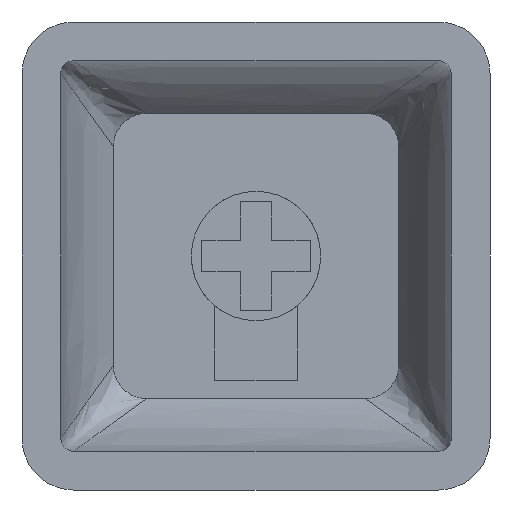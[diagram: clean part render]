
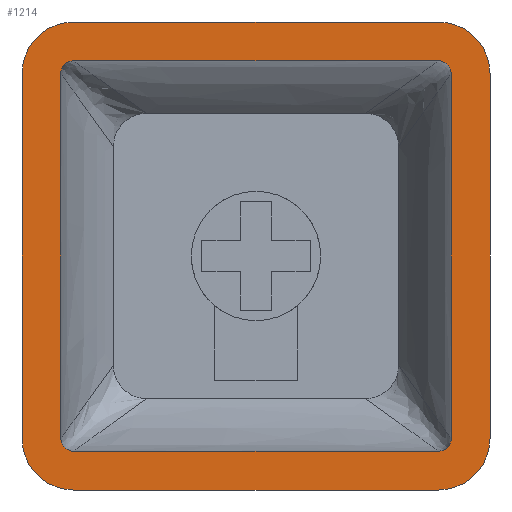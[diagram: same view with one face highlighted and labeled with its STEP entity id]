
A CAD part, front view. The second image highlights one B-rep face of the part: STEP entity #1214.
In plain terms, the highlighted planar face has unit normal (0, -1, 0).
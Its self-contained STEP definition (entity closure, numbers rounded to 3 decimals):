
#18=FACE_BOUND('',#161,.T.);
#24=CIRCLE('',#1289,2.);
#26=CIRCLE('',#1291,2.);
#28=CIRCLE('',#1293,2.);
#30=CIRCLE('',#1295,2.);
#43=B_SPLINE_CURVE_WITH_KNOTS('',3,(#1843,#1844,#1845,#1846,#1847,#1848,
#1849,#1850,#1851,#1852),.UNSPECIFIED.,.F.,.F.,(4,1,1,1,1,1,1,4),(0.,
0.143,0.286,0.429,0.571,
0.714,0.857,1.),.UNSPECIFIED.);
#44=B_SPLINE_CURVE_WITH_KNOTS('',3,(#1854,#1855,#1856,#1857,#1858,#1859,
#1860),.UNSPECIFIED.,.F.,.F.,(4,1,1,1,4),(0.,0.286,0.571,
0.857,1.),.UNSPECIFIED.);
#45=B_SPLINE_CURVE_WITH_KNOTS('',3,(#1862,#1863,#1864,#1865,#1866,#1867,
#1868,#1869,#1870),.UNSPECIFIED.,.F.,.F.,(4,1,1,1,1,1,4),(0.,
0.214,0.429,0.571,0.714,
0.857,1.),.UNSPECIFIED.);
#46=B_SPLINE_CURVE_WITH_KNOTS('',3,(#1872,#1873,#1874,#1875,#1876,#1877,
#1878),.UNSPECIFIED.,.F.,.F.,(4,1,1,1,4),(0.,0.286,0.571,
0.857,1.),.UNSPECIFIED.);
#47=B_SPLINE_CURVE_WITH_KNOTS('',3,(#1880,#1881,#1882,#1883,#1884,#1885,
#1886,#1887,#1888,#1889),.UNSPECIFIED.,.F.,.F.,(4,1,1,1,1,1,1,4),(0.,
0.143,0.286,0.429,0.571,
0.714,0.857,1.),.UNSPECIFIED.);
#48=B_SPLINE_CURVE_WITH_KNOTS('',3,(#1891,#1892,#1893,#1894,#1895,#1896,
#1897),.UNSPECIFIED.,.F.,.F.,(4,1,1,1,4),(0.,0.286,0.571,
0.857,1.),.UNSPECIFIED.);
#49=B_SPLINE_CURVE_WITH_KNOTS('',3,(#1899,#1900,#1901,#1902,#1903,#1904,
#1905,#1906,#1907),.UNSPECIFIED.,.F.,.F.,(4,1,1,1,1,1,4),(0.,
0.214,0.429,0.571,0.714,
0.857,1.),.UNSPECIFIED.);
#50=B_SPLINE_CURVE_WITH_KNOTS('',3,(#1908,#1909,#1910,#1911,#1912,#1913,
#1914),.UNSPECIFIED.,.F.,.F.,(4,1,1,1,4),(0.,0.286,0.571,
0.857,1.),.UNSPECIFIED.);
#93=FACE_OUTER_BOUND('',#160,.T.);
#160=EDGE_LOOP('',(#834,#835,#836,#837,#838,#839,#840,#841));
#161=EDGE_LOOP('',(#842,#843,#844,#845,#846,#847,#848,#849));
#231=LINE('',#1657,#367);
#233=LINE('',#1713,#369);
#235=LINE('',#1765,#371);
#237=LINE('',#1817,#373);
#367=VECTOR('',#1364,10.);
#369=VECTOR('',#1370,10.);
#371=VECTOR('',#1376,10.);
#373=VECTOR('',#1382,10.);
#504=VERTEX_POINT('',#1651);
#505=VERTEX_POINT('',#1656);
#507=VERTEX_POINT('',#1684);
#509=VERTEX_POINT('',#1708);
#511=VERTEX_POINT('',#1736);
#513=VERTEX_POINT('',#1760);
#515=VERTEX_POINT('',#1788);
#517=VERTEX_POINT('',#1812);
#518=VERTEX_POINT('',#1841);
#519=VERTEX_POINT('',#1842);
#520=VERTEX_POINT('',#1853);
#521=VERTEX_POINT('',#1861);
#522=VERTEX_POINT('',#1871);
#523=VERTEX_POINT('',#1879);
#524=VERTEX_POINT('',#1890);
#525=VERTEX_POINT('',#1898);
#624=EDGE_CURVE('',#504,#505,#231,.T.);
#628=EDGE_CURVE('',#507,#504,#24,.T.);
#631=EDGE_CURVE('',#509,#507,#233,.T.);
#634=EDGE_CURVE('',#511,#509,#26,.T.);
#637=EDGE_CURVE('',#513,#511,#235,.T.);
#640=EDGE_CURVE('',#515,#513,#28,.T.);
#643=EDGE_CURVE('',#517,#515,#237,.T.);
#645=EDGE_CURVE('',#505,#517,#30,.T.);
#646=EDGE_CURVE('',#518,#519,#43,.T.);
#647=EDGE_CURVE('',#519,#520,#44,.T.);
#648=EDGE_CURVE('',#520,#521,#45,.T.);
#649=EDGE_CURVE('',#521,#522,#46,.T.);
#650=EDGE_CURVE('',#522,#523,#47,.T.);
#651=EDGE_CURVE('',#523,#524,#48,.T.);
#652=EDGE_CURVE('',#524,#525,#49,.T.);
#653=EDGE_CURVE('',#525,#518,#50,.T.);
#834=ORIENTED_EDGE('',*,*,#645,.F.);
#835=ORIENTED_EDGE('',*,*,#624,.F.);
#836=ORIENTED_EDGE('',*,*,#628,.F.);
#837=ORIENTED_EDGE('',*,*,#631,.F.);
#838=ORIENTED_EDGE('',*,*,#634,.F.);
#839=ORIENTED_EDGE('',*,*,#637,.F.);
#840=ORIENTED_EDGE('',*,*,#640,.F.);
#841=ORIENTED_EDGE('',*,*,#643,.F.);
#842=ORIENTED_EDGE('',*,*,#646,.T.);
#843=ORIENTED_EDGE('',*,*,#647,.T.);
#844=ORIENTED_EDGE('',*,*,#648,.T.);
#845=ORIENTED_EDGE('',*,*,#649,.T.);
#846=ORIENTED_EDGE('',*,*,#650,.T.);
#847=ORIENTED_EDGE('',*,*,#651,.T.);
#848=ORIENTED_EDGE('',*,*,#652,.T.);
#849=ORIENTED_EDGE('',*,*,#653,.T.);
#1156=PLANE('',#1296);
#1214=ADVANCED_FACE('',(#93,#18),#1156,.F.);
#1289=AXIS2_PLACEMENT_3D('',#1689,#1367,#1368);
#1291=AXIS2_PLACEMENT_3D('',#1741,#1373,#1374);
#1293=AXIS2_PLACEMENT_3D('',#1793,#1379,#1380);
#1295=AXIS2_PLACEMENT_3D('',#1839,#1385,#1386);
#1296=AXIS2_PLACEMENT_3D('',#1840,#1387,#1388);
#1364=DIRECTION('',(1.,0.,0.));
#1367=DIRECTION('center_axis',(0.,1.,0.));
#1368=DIRECTION('ref_axis',(-1.,0.,0.));
#1370=DIRECTION('',(0.,0.,1.));
#1373=DIRECTION('center_axis',(0.,1.,0.));
#1374=DIRECTION('ref_axis',(0.,0.,-1.));
#1376=DIRECTION('',(-1.,0.,0.));
#1379=DIRECTION('center_axis',(0.,1.,0.));
#1380=DIRECTION('ref_axis',(1.,0.,0.));
#1382=DIRECTION('',(0.,0.,-1.));
#1385=DIRECTION('center_axis',(0.,1.,0.));
#1386=DIRECTION('ref_axis',(0.,0.,1.));
#1387=DIRECTION('center_axis',(0.,1.,0.));
#1388=DIRECTION('ref_axis',(0.,0.,1.));
#1651=CARTESIAN_POINT('',(2.,0.,18.1));
#1656=CARTESIAN_POINT('',(16.1,0.,18.1));
#1657=CARTESIAN_POINT('',(16.1,0.,18.1));
#1684=CARTESIAN_POINT('',(0.,0.,16.1));
#1689=CARTESIAN_POINT('Origin',(2.,0.,16.1));
#1708=CARTESIAN_POINT('',(0.,0.,2.));
#1713=CARTESIAN_POINT('',(0.,0.,16.1));
#1736=CARTESIAN_POINT('',(2.,0.,0.));
#1741=CARTESIAN_POINT('Origin',(2.,0.,2.));
#1760=CARTESIAN_POINT('',(16.1,0.,0.));
#1765=CARTESIAN_POINT('',(2.,0.,0.));
#1788=CARTESIAN_POINT('',(18.1,0.,2.));
#1793=CARTESIAN_POINT('Origin',(16.1,0.,2.));
#1812=CARTESIAN_POINT('',(18.1,0.,16.1));
#1817=CARTESIAN_POINT('',(18.1,0.,2.));
#1839=CARTESIAN_POINT('Origin',(16.1,0.,16.1));
#1840=CARTESIAN_POINT('Origin',(9.05,0.,9.05));
#1841=CARTESIAN_POINT('',(16.1,0.,16.6));
#1842=CARTESIAN_POINT('',(16.6,0.,16.1));
#1843=CARTESIAN_POINT('Ctrl Pts',(16.1,0.,16.6));
#1844=CARTESIAN_POINT('Ctrl Pts',(16.137,0.,16.6));
#1845=CARTESIAN_POINT('Ctrl Pts',(16.212,0.,16.592));
#1846=CARTESIAN_POINT('Ctrl Pts',(16.319,0.,16.554));
#1847=CARTESIAN_POINT('Ctrl Pts',(16.414,0.,16.494));
#1848=CARTESIAN_POINT('Ctrl Pts',(16.494,0.,16.414));
#1849=CARTESIAN_POINT('Ctrl Pts',(16.554,0.,16.319));
#1850=CARTESIAN_POINT('Ctrl Pts',(16.592,0.,16.212));
#1851=CARTESIAN_POINT('Ctrl Pts',(16.6,0.,16.137));
#1852=CARTESIAN_POINT('Ctrl Pts',(16.6,0.,16.1));
#1853=CARTESIAN_POINT('',(16.6,0.,2.));
#1854=CARTESIAN_POINT('Ctrl Pts',(16.6,0.,16.1));
#1855=CARTESIAN_POINT('Ctrl Pts',(16.6,0.,15.801));
#1856=CARTESIAN_POINT('Ctrl Pts',(16.6,0.,13.413));
#1857=CARTESIAN_POINT('Ctrl Pts',(16.6,0.,7.532));
#1858=CARTESIAN_POINT('Ctrl Pts',(16.6,0.,3.269));
#1859=CARTESIAN_POINT('Ctrl Pts',(16.6,0.,2.15));
#1860=CARTESIAN_POINT('Ctrl Pts',(16.6,0.,2.));
#1861=CARTESIAN_POINT('',(16.1,0.,1.5));
#1862=CARTESIAN_POINT('Ctrl Pts',(16.6,0.,2.));
#1863=CARTESIAN_POINT('Ctrl Pts',(16.6,0.,1.944));
#1864=CARTESIAN_POINT('Ctrl Pts',(16.581,0.,1.832));
#1865=CARTESIAN_POINT('Ctrl Pts',(16.508,0.,1.699));
#1866=CARTESIAN_POINT('Ctrl Pts',(16.414,0.,1.606));
#1867=CARTESIAN_POINT('Ctrl Pts',(16.319,0.,1.546));
#1868=CARTESIAN_POINT('Ctrl Pts',(16.212,0.,1.508));
#1869=CARTESIAN_POINT('Ctrl Pts',(16.137,0.,1.5));
#1870=CARTESIAN_POINT('Ctrl Pts',(16.1,0.,1.5));
#1871=CARTESIAN_POINT('',(2.,0.,1.5));
#1872=CARTESIAN_POINT('Ctrl Pts',(16.1,0.,1.5));
#1873=CARTESIAN_POINT('Ctrl Pts',(15.801,0.,1.5));
#1874=CARTESIAN_POINT('Ctrl Pts',(13.413,0.,1.5));
#1875=CARTESIAN_POINT('Ctrl Pts',(7.532,0.,1.5));
#1876=CARTESIAN_POINT('Ctrl Pts',(3.269,0.,1.5));
#1877=CARTESIAN_POINT('Ctrl Pts',(2.15,0.,1.5));
#1878=CARTESIAN_POINT('Ctrl Pts',(2.,0.,1.5));
#1879=CARTESIAN_POINT('',(1.5,0.,2.));
#1880=CARTESIAN_POINT('Ctrl Pts',(2.,0.,1.5));
#1881=CARTESIAN_POINT('Ctrl Pts',(1.963,0.,1.5));
#1882=CARTESIAN_POINT('Ctrl Pts',(1.888,0.,1.508));
#1883=CARTESIAN_POINT('Ctrl Pts',(1.781,0.,1.546));
#1884=CARTESIAN_POINT('Ctrl Pts',(1.686,0.,1.606));
#1885=CARTESIAN_POINT('Ctrl Pts',(1.606,0.,1.686));
#1886=CARTESIAN_POINT('Ctrl Pts',(1.546,0.,1.781));
#1887=CARTESIAN_POINT('Ctrl Pts',(1.508,0.,1.888));
#1888=CARTESIAN_POINT('Ctrl Pts',(1.5,0.,1.963));
#1889=CARTESIAN_POINT('Ctrl Pts',(1.5,0.,2.));
#1890=CARTESIAN_POINT('',(1.5,0.,16.1));
#1891=CARTESIAN_POINT('Ctrl Pts',(1.5,0.,2.));
#1892=CARTESIAN_POINT('Ctrl Pts',(1.5,0.,2.299));
#1893=CARTESIAN_POINT('Ctrl Pts',(1.5,0.,4.687));
#1894=CARTESIAN_POINT('Ctrl Pts',(1.5,0.,10.568));
#1895=CARTESIAN_POINT('Ctrl Pts',(1.5,0.,14.831));
#1896=CARTESIAN_POINT('Ctrl Pts',(1.5,0.,15.95));
#1897=CARTESIAN_POINT('Ctrl Pts',(1.5,0.,16.1));
#1898=CARTESIAN_POINT('',(2.,0.,16.6));
#1899=CARTESIAN_POINT('Ctrl Pts',(1.5,0.,16.1));
#1900=CARTESIAN_POINT('Ctrl Pts',(1.5,0.,16.156));
#1901=CARTESIAN_POINT('Ctrl Pts',(1.519,0.,16.268));
#1902=CARTESIAN_POINT('Ctrl Pts',(1.592,0.,16.401));
#1903=CARTESIAN_POINT('Ctrl Pts',(1.686,0.,16.494));
#1904=CARTESIAN_POINT('Ctrl Pts',(1.781,0.,16.554));
#1905=CARTESIAN_POINT('Ctrl Pts',(1.888,0.,16.592));
#1906=CARTESIAN_POINT('Ctrl Pts',(1.963,0.,16.6));
#1907=CARTESIAN_POINT('Ctrl Pts',(2.,0.,16.6));
#1908=CARTESIAN_POINT('Ctrl Pts',(2.,0.,16.6));
#1909=CARTESIAN_POINT('Ctrl Pts',(2.299,0.,16.6));
#1910=CARTESIAN_POINT('Ctrl Pts',(4.687,0.,16.6));
#1911=CARTESIAN_POINT('Ctrl Pts',(10.568,0.,16.6));
#1912=CARTESIAN_POINT('Ctrl Pts',(14.831,0.,16.6));
#1913=CARTESIAN_POINT('Ctrl Pts',(15.95,0.,16.6));
#1914=CARTESIAN_POINT('Ctrl Pts',(16.1,0.,16.6));
